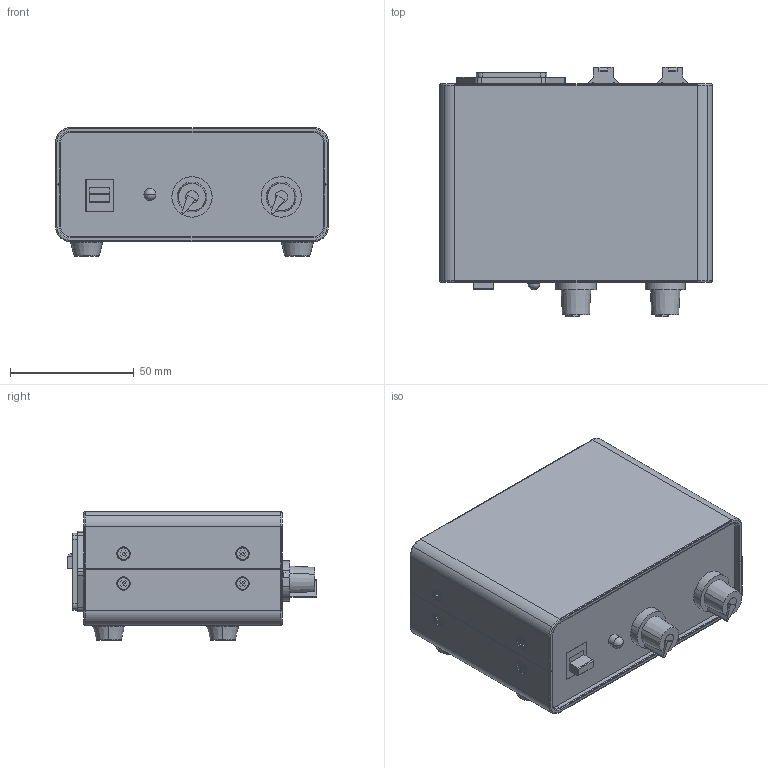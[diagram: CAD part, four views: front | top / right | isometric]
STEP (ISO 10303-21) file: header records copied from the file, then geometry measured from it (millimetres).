
FILE_DESCRIPTION(('STEP AP214'),'1');
FILE_NAME('LD-24V-CH2.stp','2022-09-28T03:27:19',(' '),(' '),'Spatial InterOp 3D',' ',' ');
FILE_SCHEMA(('AUTOMOTIVE_DESIGN { 1 0 10303 214 1 1 1 1 }'));
Length unit declared in the file: metre
Products named in the file (2): LD-24V-CH2; Component1
Assembly tree (1 placements, depth 2):
  LD-24V-CH2
    Component1
Bounding box: 110 x 100.6 x 52 mm (x, y, z)
Volume: 387970 mm3; surface area: 45198.8 mm2
Topology: 1 solids, 6 shells, 1078 faces, 2872 edges, 1819 vertices
Faces by surface type: plane 626, cylinder 344, torus 56, cone 30, bspline 16, sphere 6
Entity records: 35112 total; most frequent: CARTESIAN_POINT 7681, DIRECTION 5826, ORIENTED_EDGE 5700, EDGE_CURVE 2850, LINE 1946, VECTOR 1946, AXIS2_PLACEMENT_3D 1940, VERTEX_POINT 1819
